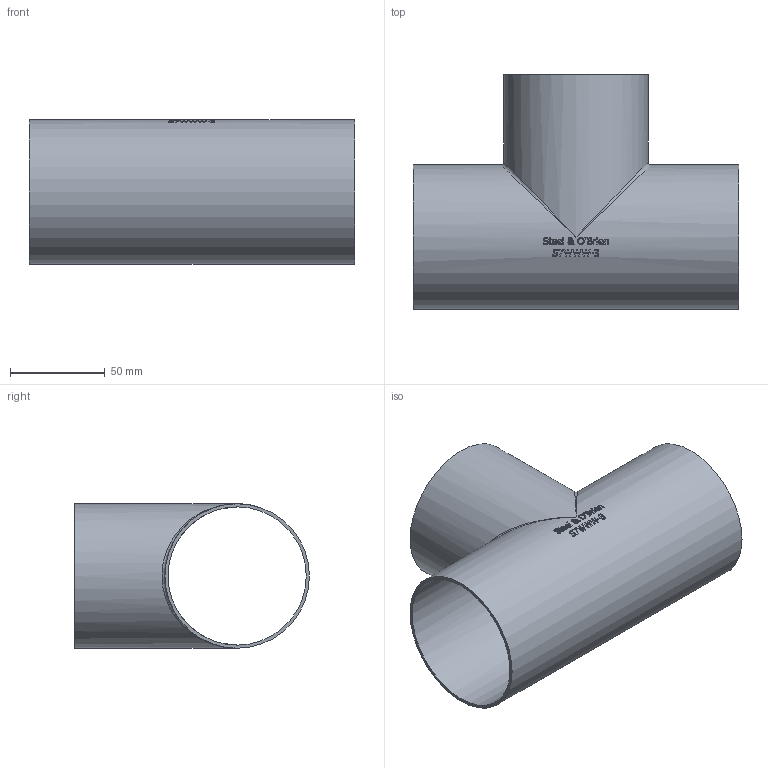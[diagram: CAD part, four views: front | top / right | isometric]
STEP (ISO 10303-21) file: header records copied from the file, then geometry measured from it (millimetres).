
FILE_DESCRIPTION(/* description */ (''),/* implementation_level */ '2;1');
FILE_NAME(/* name */ 'S7WWW-3.stp',/* time_stamp */ '2018-11-28T08:48:53-05:00',/* author */ ('ken'),/* organization */ (''),/* preprocessor_version */ 'ST-DEVELOPER v15.2',/* originating_system */ 'Autodesk Inventor 2014',/* authorisation */ '');
FILE_SCHEMA (('AUTOMOTIVE_DESIGN { 1 0 10303 214 3 1 1 }'));
Length unit declared in the file: inch
Products named in the file (1): S7WWW-3
Bounding box: 171.45 x 123.83 x 76.2 mm (x, y, z)
Volume: 81126.9 mm3; surface area: 99360.4 mm2
Topology: 1 solids, 1 shells, 334 faces, 914 edges, 606 vertices
Faces by surface type: bspline 156, plane 145, cylinder 33
Full cylindrical faces by diameter (mm): 72.898 x2, 76.2 x2
Entity records: 13372 total; most frequent: CARTESIAN_POINT 5813, ORIENTED_EDGE 1800, DIRECTION 1116, EDGE_CURVE 900, VERTEX_POINT 602, LINE 426, VECTOR 426, EDGE_LOOP 372
